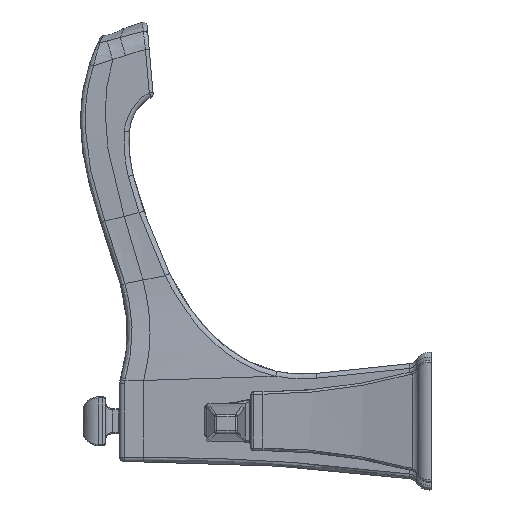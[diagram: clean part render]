
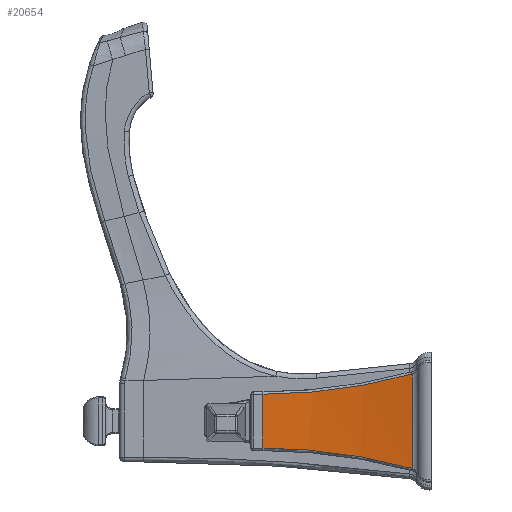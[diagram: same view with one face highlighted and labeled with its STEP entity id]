
A CAD part, left-side view. The second image highlights one B-rep face of the part: STEP entity #20654.
In plain terms, the highlighted cylindrical face has radius 234.424 mm (diameter 468.849 mm), a partial arc.
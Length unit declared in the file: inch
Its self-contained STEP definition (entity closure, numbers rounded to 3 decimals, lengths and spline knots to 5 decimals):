
#17217=DIRECTION('',(0.,0.,-1.));
#17218=VECTOR('',#17217,0.88583);
#17219=CARTESIAN_POINT('',(-4.48228,2.7671,
0.44291));
#17220=LINE('',#17219,#17218);
#17267=CARTESIAN_POINT('',(-4.48228,2.7671,
0.44291));
#17268=CARTESIAN_POINT('',(-4.48228,2.72267,
0.44291));
#17269=CARTESIAN_POINT('',(-4.483,2.62318,
0.44363));
#17270=CARTESIAN_POINT('',(-4.48681,2.46053,
0.44746));
#17271=CARTESIAN_POINT('',(-4.49482,2.2725,
0.45551));
#17272=CARTESIAN_POINT('',(-4.50822,2.06435,
0.46896));
#17273=CARTESIAN_POINT('',(-4.52811,1.83856,
0.48893));
#17274=CARTESIAN_POINT('',(-4.55595,1.59398,
0.51689));
#17275=CARTESIAN_POINT('',(-4.594,1.32606,
0.55511));
#17276=CARTESIAN_POINT('',(-4.64425,1.03659,
0.60557));
#17277=CARTESIAN_POINT('',(-4.70409,0.74885,
0.66567));
#17278=CARTESIAN_POINT('',(-4.76204,0.5085,
0.72386));
#17279=CARTESIAN_POINT('',(-4.79871,0.37056,
0.76069));
#17280=CARTESIAN_POINT('',(-4.81287,0.31907,
0.77491));
#17282=DIRECTION('',(0.,0.,-1.));
#17283=VECTOR('',#17282,1.54982);
#17284=CARTESIAN_POINT('',(-4.81287,0.31907,
0.77491));
#17285=LINE('',#17284,#17283);
#17531=CARTESIAN_POINT('',(-4.48228,2.7671,
-0.44291));
#17532=CARTESIAN_POINT('',(-4.48228,2.71501,
-0.44278));
#17533=CARTESIAN_POINT('',(-4.48318,2.60308,
-0.4439));
#17534=CARTESIAN_POINT('',(-4.48826,2.41532,
-0.44891));
#17535=CARTESIAN_POINT('',(-4.49886,2.19803,
-0.45958));
#17536=CARTESIAN_POINT('',(-4.51671,1.95894,
-0.47745));
#17537=CARTESIAN_POINT('',(-4.5401,1.72658,
-0.50099));
#17538=CARTESIAN_POINT('',(-4.57062,1.48558,
-0.53159));
#17539=CARTESIAN_POINT('',(-4.60669,1.25063,
-0.56789));
#17540=CARTESIAN_POINT('',(-4.64927,1.0137,
-0.61062));
#17541=CARTESIAN_POINT('',(-4.69925,0.77267,
-0.6608));
#17542=CARTESIAN_POINT('',(-4.75419,0.53922,
-0.71605));
#17543=CARTESIAN_POINT('',(-4.79299,0.39132,
-0.75488));
#17544=CARTESIAN_POINT('',(-4.81287,0.31907,
-0.77491));
#18174=CARTESIAN_POINT('',(-4.48228,2.7671,
-0.44291));
#18175=VERTEX_POINT('',#18174);
#18178=CARTESIAN_POINT('',(-4.48228,2.7671,
0.44291));
#18179=VERTEX_POINT('',#18178);
#18187=VERTEX_POINT('',#17280);
#18188=CARTESIAN_POINT('',(-4.81287,0.31907,
-0.77491));
#18189=VERTEX_POINT('',#18188);
#20641=CARTESIAN_POINT('',(-13.71159,2.7671,
0.55973));
#20642=DIRECTION('',(0.,0.,-1.));
#20643=DIRECTION('',(1.,0.,0.));
#20644=AXIS2_PLACEMENT_3D('',#20641,#20642,#20643);
#20645=CYLINDRICAL_SURFACE('',#20644,9.2293);
#20646=ORIENTED_EDGE('',*,*,#20632,.T.);
#20648=ORIENTED_EDGE('',*,*,#20647,.T.);
#20650=ORIENTED_EDGE('',*,*,#20649,.F.);
#20651=ORIENTED_EDGE('',*,*,#20518,.F.);
#20652=EDGE_LOOP('',(#20646,#20648,#20650,#20651));
#20653=FACE_OUTER_BOUND('',#20652,.F.);
#20654=ADVANCED_FACE('',(#20653),#20645,.F.);
#17281=B_SPLINE_CURVE_WITH_KNOTS('',3,(#17267,#17268,#17269,#17270,#17271,
#17272,#17273,#17274,#17275,#17276,#17277,#17278,#17279,#17280),.UNSPECIFIED.,
.F.,.F.,(4,1,1,1,1,1,1,1,1,1,1,4),(0.,0.05318,0.11907,
0.19473,0.27859,0.36916,0.46699,
0.57502,0.69613,0.82362,0.93387,1.),
.UNSPECIFIED.);
#17545=B_SPLINE_CURVE_WITH_KNOTS('',3,(#17531,#17532,#17533,#17534,#17535,
#17536,#17537,#17538,#17539,#17540,#17541,#17542,#17543,#17544),.UNSPECIFIED.,
.F.,.F.,(4,1,1,1,1,1,1,1,1,1,1,4),(0.,0.09091,0.18182,
0.27273,0.36364,0.45455,0.54545,
0.63636,0.72727,0.81818,0.90909,1.),
.UNSPECIFIED.);
#20518=EDGE_CURVE('',#18179,#18175,#17220,.T.);
#20632=EDGE_CURVE('',#18179,#18187,#17281,.T.);
#20647=EDGE_CURVE('',#18187,#18189,#17285,.T.);
#20649=EDGE_CURVE('',#18175,#18189,#17545,.T.);
